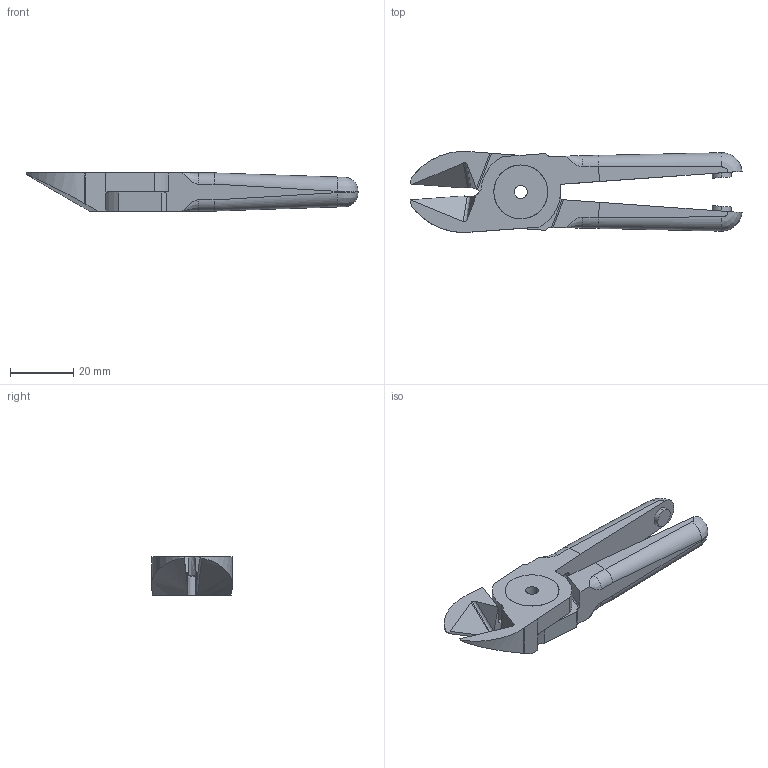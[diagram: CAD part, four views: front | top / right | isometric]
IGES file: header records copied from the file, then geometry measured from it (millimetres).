
Start section: SolidWorks IGES file using NURBS representation for surfaces
Global section: file name: N12AS.IGS; native system: SolidWorks 2018; preprocessor: SolidWorks 2018; author: k_ino; date: 190109.140911; units: millimetre
Bounding box: 104.62 x 25.49 x 12 mm (x, y, z)
Volume: 17399.1 mm3; surface area: 9576.2 mm2
Topology: 3 solids, 3 shells, 124 faces, 342 edges, 220 vertices
Faces by surface type: bspline 124
